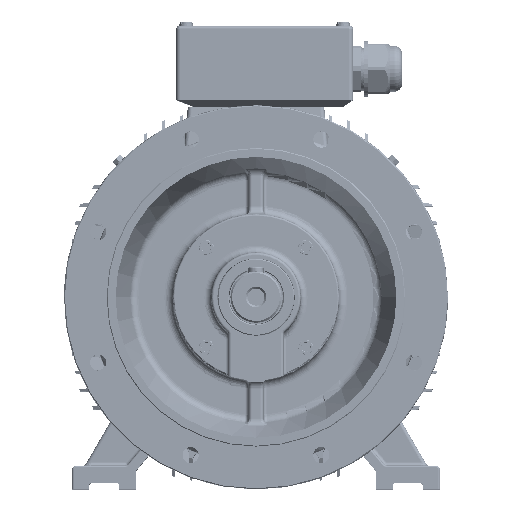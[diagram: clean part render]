
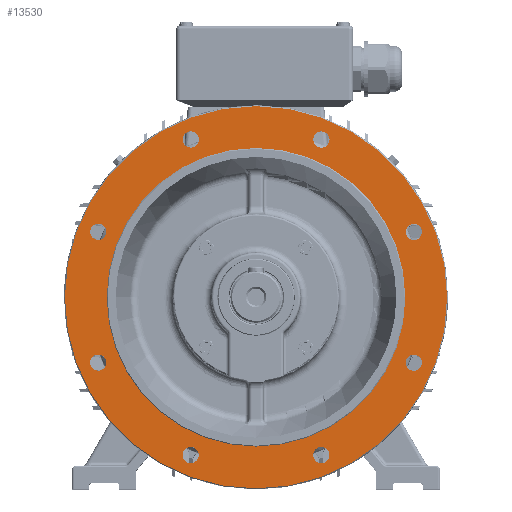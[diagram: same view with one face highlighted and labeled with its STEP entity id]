
A CAD part, top view. The second image highlights one B-rep face of the part: STEP entity #13530.
In plain terms, the highlighted planar face has unit normal (0, 0, 1).
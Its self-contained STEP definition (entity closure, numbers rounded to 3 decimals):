
#5649=FACE_BOUND('',#33836,.T.);
#5650=FACE_BOUND('',#33837,.T.);
#5651=FACE_BOUND('',#33838,.T.);
#5652=FACE_BOUND('',#33839,.T.);
#5653=FACE_BOUND('',#33840,.T.);
#5654=FACE_BOUND('',#33841,.T.);
#5655=FACE_BOUND('',#33842,.T.);
#5656=FACE_BOUND('',#33843,.T.);
#5657=FACE_BOUND('',#33844,.T.);
#5658=FACE_BOUND('',#33845,.T.);
#7999=PLANE('',#161929);
#13530=ADVANCED_FACE('',(#5649,#5650,#5651,#5652,#5653,#5654,#5655,#5656,
#5657,#5658),#7999,.F.);
#33836=EDGE_LOOP('',(#80260,#80261));
#33837=EDGE_LOOP('',(#80262,#80263));
#33838=EDGE_LOOP('',(#80264,#80265));
#33839=EDGE_LOOP('',(#80266,#80267));
#33840=EDGE_LOOP('',(#80268,#80269));
#33841=EDGE_LOOP('',(#80270,#80271));
#33842=EDGE_LOOP('',(#80272,#80273));
#33843=EDGE_LOOP('',(#80274,#80275));
#33844=EDGE_LOOP('',(#80276,#80277));
#33845=EDGE_LOOP('',(#80278,#80279));
#80260=ORIENTED_EDGE('',*,*,#133530,.T.);
#80261=ORIENTED_EDGE('',*,*,#132938,.T.);
#80262=ORIENTED_EDGE('',*,*,#133531,.F.);
#80263=ORIENTED_EDGE('',*,*,#133019,.F.);
#80264=ORIENTED_EDGE('',*,*,#133532,.F.);
#80265=ORIENTED_EDGE('',*,*,#133023,.F.);
#80266=ORIENTED_EDGE('',*,*,#133533,.F.);
#80267=ORIENTED_EDGE('',*,*,#133026,.F.);
#80268=ORIENTED_EDGE('',*,*,#133534,.F.);
#80269=ORIENTED_EDGE('',*,*,#133030,.F.);
#80270=ORIENTED_EDGE('',*,*,#133535,.F.);
#80271=ORIENTED_EDGE('',*,*,#133034,.F.);
#80272=ORIENTED_EDGE('',*,*,#133536,.F.);
#80273=ORIENTED_EDGE('',*,*,#133038,.F.);
#80274=ORIENTED_EDGE('',*,*,#133537,.F.);
#80275=ORIENTED_EDGE('',*,*,#133042,.F.);
#80276=ORIENTED_EDGE('',*,*,#133538,.F.);
#80277=ORIENTED_EDGE('',*,*,#133046,.F.);
#80278=ORIENTED_EDGE('',*,*,#133076,.F.);
#80279=ORIENTED_EDGE('',*,*,#133529,.F.);
#115348=VERTEX_POINT('',#261546);
#115349=VERTEX_POINT('',#261547);
#115427=VERTEX_POINT('',#261951);
#115428=VERTEX_POINT('',#261953);
#115431=VERTEX_POINT('',#261960);
#115432=VERTEX_POINT('',#261962);
#115433=VERTEX_POINT('',#261966);
#115434=VERTEX_POINT('',#261968);
#115437=VERTEX_POINT('',#261975);
#115438=VERTEX_POINT('',#261977);
#115441=VERTEX_POINT('',#261984);
#115442=VERTEX_POINT('',#261986);
#115445=VERTEX_POINT('',#261993);
#115446=VERTEX_POINT('',#261995);
#115449=VERTEX_POINT('',#262002);
#115450=VERTEX_POINT('',#262004);
#115453=VERTEX_POINT('',#262011);
#115454=VERTEX_POINT('',#262013);
#115477=VERTEX_POINT('',#262142);
#115478=VERTEX_POINT('',#262143);
#132938=EDGE_CURVE('',#115348,#115349,#151022,.T.);
#133019=EDGE_CURVE('',#115427,#115428,#151044,.T.);
#133023=EDGE_CURVE('',#115431,#115432,#151046,.T.);
#133026=EDGE_CURVE('',#115433,#115434,#151047,.T.);
#133030=EDGE_CURVE('',#115437,#115438,#151049,.T.);
#133034=EDGE_CURVE('',#115441,#115442,#151051,.T.);
#133038=EDGE_CURVE('',#115445,#115446,#151053,.T.);
#133042=EDGE_CURVE('',#115449,#115450,#151055,.T.);
#133046=EDGE_CURVE('',#115453,#115454,#151057,.T.);
#133076=EDGE_CURVE('',#115477,#115478,#151066,.T.);
#133529=EDGE_CURVE('',#115478,#115477,#151223,.T.);
#133530=EDGE_CURVE('',#115349,#115348,#151224,.T.);
#133531=EDGE_CURVE('',#115428,#115427,#151225,.T.);
#133532=EDGE_CURVE('',#115432,#115431,#151226,.T.);
#133533=EDGE_CURVE('',#115434,#115433,#151227,.T.);
#133534=EDGE_CURVE('',#115438,#115437,#151228,.T.);
#133535=EDGE_CURVE('',#115442,#115441,#151229,.T.);
#133536=EDGE_CURVE('',#115446,#115445,#151230,.T.);
#133537=EDGE_CURVE('',#115450,#115449,#151231,.T.);
#133538=EDGE_CURVE('',#115454,#115453,#151232,.T.);
#151022=CIRCLE('',#161581,224.);
#151044=CIRCLE('',#161622,9.5);
#151046=CIRCLE('',#161625,9.5);
#151047=CIRCLE('',#161627,9.5);
#151049=CIRCLE('',#161630,9.5);
#151051=CIRCLE('',#161633,9.5);
#151053=CIRCLE('',#161636,9.5);
#151055=CIRCLE('',#161639,9.5);
#151057=CIRCLE('',#161642,9.5);
#151066=CIRCLE('',#161657,175.);
#151223=CIRCLE('',#161918,175.);
#151224=CIRCLE('',#161920,224.);
#151225=CIRCLE('',#161921,9.5);
#151226=CIRCLE('',#161922,9.5);
#151227=CIRCLE('',#161923,9.5);
#151228=CIRCLE('',#161924,9.5);
#151229=CIRCLE('',#161925,9.5);
#151230=CIRCLE('',#161926,9.5);
#151231=CIRCLE('',#161927,9.5);
#151232=CIRCLE('',#161928,9.5);
#161581=AXIS2_PLACEMENT_3D('',#261545,#185480,#185481);
#161622=AXIS2_PLACEMENT_3D('',#261952,#185597,#185598);
#161625=AXIS2_PLACEMENT_3D('',#261961,#185605,#185606);
#161627=AXIS2_PLACEMENT_3D('',#261967,#185611,#185612);
#161630=AXIS2_PLACEMENT_3D('',#261976,#185619,#185620);
#161633=AXIS2_PLACEMENT_3D('',#261985,#185627,#185628);
#161636=AXIS2_PLACEMENT_3D('',#261994,#185635,#185636);
#161639=AXIS2_PLACEMENT_3D('',#262003,#185643,#185644);
#161642=AXIS2_PLACEMENT_3D('',#262012,#185651,#185652);
#161657=AXIS2_PLACEMENT_3D('',#262141,#185692,#185693);
#161918=AXIS2_PLACEMENT_3D('',#264858,#186295,#186296);
#161920=AXIS2_PLACEMENT_3D('',#264860,#186299,#186300);
#161921=AXIS2_PLACEMENT_3D('',#264861,#186301,#186302);
#161922=AXIS2_PLACEMENT_3D('',#264862,#186303,#186304);
#161923=AXIS2_PLACEMENT_3D('',#264863,#186305,#186306);
#161924=AXIS2_PLACEMENT_3D('',#264864,#186307,#186308);
#161925=AXIS2_PLACEMENT_3D('',#264865,#186309,#186310);
#161926=AXIS2_PLACEMENT_3D('',#264866,#186311,#186312);
#161927=AXIS2_PLACEMENT_3D('',#264867,#186313,#186314);
#161928=AXIS2_PLACEMENT_3D('',#264868,#186315,#186316);
#161929=AXIS2_PLACEMENT_3D('',#264869,#186317,#186318);
#185480=DIRECTION('',(0.,0.,1.));
#185481=DIRECTION('',(1.,0.,0.));
#185597=DIRECTION('',(0.,0.,1.));
#185598=DIRECTION('',(-0.707,0.707,0.));
#185605=DIRECTION('',(0.,0.,1.));
#185606=DIRECTION('',(0.,1.,0.));
#185611=DIRECTION('',(0.,0.,1.));
#185612=DIRECTION('',(0.707,0.707,0.));
#185619=DIRECTION('',(0.,0.,1.));
#185620=DIRECTION('',(1.,0.,0.));
#185627=DIRECTION('',(0.,0.,1.));
#185628=DIRECTION('',(0.707,-0.707,0.));
#185635=DIRECTION('',(0.,0.,1.));
#185636=DIRECTION('',(0.,-1.,0.));
#185643=DIRECTION('',(0.,0.,1.));
#185644=DIRECTION('',(-0.707,-0.707,0.));
#185651=DIRECTION('',(0.,0.,1.));
#185652=DIRECTION('',(-1.,0.,0.));
#185692=DIRECTION('',(0.,0.,1.));
#185693=DIRECTION('',(-1.,0.,0.));
#186295=DIRECTION('',(0.,0.,1.));
#186296=DIRECTION('',(-1.,0.,0.));
#186299=DIRECTION('',(0.,0.,1.));
#186300=DIRECTION('',(1.,0.,0.));
#186301=DIRECTION('',(0.,0.,1.));
#186302=DIRECTION('',(-0.707,0.707,0.));
#186303=DIRECTION('',(0.,0.,1.));
#186304=DIRECTION('',(0.,1.,0.));
#186305=DIRECTION('',(0.,0.,1.));
#186306=DIRECTION('',(0.707,0.707,0.));
#186307=DIRECTION('',(0.,0.,1.));
#186308=DIRECTION('',(1.,0.,0.));
#186309=DIRECTION('',(0.,0.,1.));
#186310=DIRECTION('',(0.707,-0.707,0.));
#186311=DIRECTION('',(0.,0.,1.));
#186312=DIRECTION('',(0.,-1.,0.));
#186313=DIRECTION('',(0.,0.,1.));
#186314=DIRECTION('',(-0.707,-0.707,0.));
#186315=DIRECTION('',(0.,0.,1.));
#186316=DIRECTION('',(-1.,0.,0.));
#186317=DIRECTION('',(0.,0.,-1.));
#186318=DIRECTION('',(-1.,0.,0.));
#261545=CARTESIAN_POINT('',(255.034,275.49,570.393));
#261546=CARTESIAN_POINT('',(31.034,275.49,570.393));
#261547=CARTESIAN_POINT('',(479.034,275.49,570.393));
#261951=CARTESIAN_POINT('',(187.874,90.592,570.393));
#261952=CARTESIAN_POINT('',(178.374,90.592,570.393));
#261953=CARTESIAN_POINT('',(168.874,90.592,570.393));
#261960=CARTESIAN_POINT('',(79.584,198.954,570.393));
#261961=CARTESIAN_POINT('',(70.084,198.954,570.393));
#261962=CARTESIAN_POINT('',(60.584,198.954,570.393));
#261966=CARTESIAN_POINT('',(79.635,352.15,570.393));
#261967=CARTESIAN_POINT('',(70.135,352.15,570.393));
#261968=CARTESIAN_POINT('',(60.635,352.15,570.393));
#261975=CARTESIAN_POINT('',(187.997,460.44,570.393));
#261976=CARTESIAN_POINT('',(178.497,460.44,570.393));
#261977=CARTESIAN_POINT('',(168.997,460.44,570.393));
#261984=CARTESIAN_POINT('',(341.193,460.389,570.393));
#261985=CARTESIAN_POINT('',(331.693,460.389,570.393));
#261986=CARTESIAN_POINT('',(322.193,460.389,570.393));
#261993=CARTESIAN_POINT('',(449.483,352.027,570.393));
#261994=CARTESIAN_POINT('',(439.983,352.027,570.393));
#261995=CARTESIAN_POINT('',(430.483,352.027,570.393));
#262002=CARTESIAN_POINT('',(449.432,198.831,570.393));
#262003=CARTESIAN_POINT('',(439.932,198.831,570.393));
#262004=CARTESIAN_POINT('',(430.432,198.831,570.393));
#262011=CARTESIAN_POINT('',(341.07,90.541,570.393));
#262012=CARTESIAN_POINT('',(331.57,90.541,570.393));
#262013=CARTESIAN_POINT('',(322.07,90.541,570.393));
#262141=CARTESIAN_POINT('',(255.034,275.49,570.393));
#262142=CARTESIAN_POINT('',(80.034,275.49,570.393));
#262143=CARTESIAN_POINT('',(430.034,275.49,570.393));
#264858=CARTESIAN_POINT('',(255.034,275.49,570.393));
#264860=CARTESIAN_POINT('',(255.034,275.49,570.393));
#264861=CARTESIAN_POINT('',(178.374,90.592,570.393));
#264862=CARTESIAN_POINT('',(70.084,198.954,570.393));
#264863=CARTESIAN_POINT('',(70.135,352.15,570.393));
#264864=CARTESIAN_POINT('',(178.497,460.44,570.393));
#264865=CARTESIAN_POINT('',(331.693,460.389,570.393));
#264866=CARTESIAN_POINT('',(439.983,352.027,570.393));
#264867=CARTESIAN_POINT('',(439.932,198.831,570.393));
#264868=CARTESIAN_POINT('',(331.57,90.541,570.393));
#264869=CARTESIAN_POINT('',(255.034,100.49,570.393));
